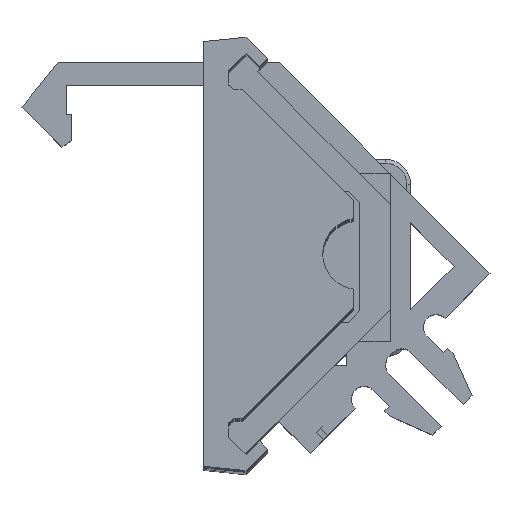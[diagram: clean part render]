
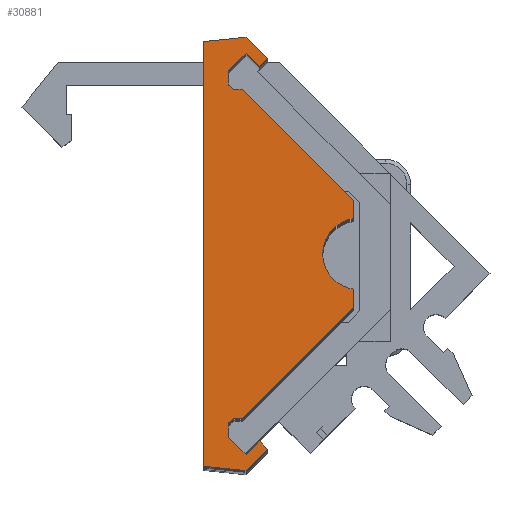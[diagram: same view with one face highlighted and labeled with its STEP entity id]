
A CAD part, top view. The second image highlights one B-rep face of the part: STEP entity #30881.
In plain terms, the highlighted planar face has unit normal (0, 0, 1).
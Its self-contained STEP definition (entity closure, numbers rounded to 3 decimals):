
#1951=CIRCLE('',#33434,2.8);
#3243=FACE_OUTER_BOUND('',#4879,.T.);
#4879=EDGE_LOOP('',(#26353,#26354,#26355,#26356,#26357,#26358,#26359,#26360,
#26361,#26362,#26363,#26364,#26365,#26366,#26367,#26368,#26369,#26370,#26371,
#26372,#26373,#26374));
#7714=LINE('',#50375,#10949);
#7798=LINE('',#50548,#11033);
#7802=LINE('',#50556,#11037);
#7808=LINE('',#50570,#11043);
#7811=LINE('',#50576,#11046);
#7832=LINE('',#50640,#11067);
#7835=LINE('',#50648,#11070);
#7837=LINE('',#50652,#11072);
#7838=LINE('',#50654,#11073);
#7839=LINE('',#50656,#11074);
#7840=LINE('',#50658,#11075);
#7841=LINE('',#50660,#11076);
#7842=LINE('',#50661,#11077);
#7843=LINE('',#50663,#11078);
#7844=LINE('',#50665,#11079);
#7845=LINE('',#50667,#11080);
#7846=LINE('',#50669,#11081);
#7847=LINE('',#50671,#11082);
#7848=LINE('',#50672,#11083);
#7849=LINE('',#50674,#11084);
#7850=LINE('',#50675,#11085);
#10949=VECTOR('',#40855,10.);
#11033=VECTOR('',#40949,10.);
#11037=VECTOR('',#40955,10.);
#11043=VECTOR('',#40967,10.);
#11046=VECTOR('',#40972,10.);
#11067=VECTOR('',#41031,10.);
#11070=VECTOR('',#41040,10.);
#11072=VECTOR('',#41044,10.);
#11073=VECTOR('',#41045,10.);
#11074=VECTOR('',#41046,10.);
#11075=VECTOR('',#41047,10.);
#11076=VECTOR('',#41048,10.);
#11077=VECTOR('',#41049,10.);
#11078=VECTOR('',#41050,10.);
#11079=VECTOR('',#41051,10.);
#11080=VECTOR('',#41052,10.);
#11081=VECTOR('',#41053,10.);
#11082=VECTOR('',#41054,10.);
#11083=VECTOR('',#41055,10.);
#11084=VECTOR('',#41056,10.);
#11085=VECTOR('',#41057,10.);
#13973=VERTEX_POINT('',#50373);
#13974=VERTEX_POINT('',#50374);
#14057=VERTEX_POINT('',#50546);
#14058=VERTEX_POINT('',#50547);
#14061=VERTEX_POINT('',#50555);
#14066=VERTEX_POINT('',#50569);
#14068=VERTEX_POINT('',#50575);
#14091=VERTEX_POINT('',#50637);
#14092=VERTEX_POINT('',#50639);
#14093=VERTEX_POINT('',#50643);
#14094=VERTEX_POINT('',#50647);
#14095=VERTEX_POINT('',#50651);
#14096=VERTEX_POINT('',#50653);
#14097=VERTEX_POINT('',#50655);
#14098=VERTEX_POINT('',#50657);
#14099=VERTEX_POINT('',#50659);
#14100=VERTEX_POINT('',#50662);
#14101=VERTEX_POINT('',#50664);
#14102=VERTEX_POINT('',#50666);
#14103=VERTEX_POINT('',#50668);
#14104=VERTEX_POINT('',#50670);
#14105=VERTEX_POINT('',#50673);
#18168=EDGE_CURVE('',#13973,#13974,#7714,.T.);
#18254=EDGE_CURVE('',#14057,#14058,#7798,.T.);
#18258=EDGE_CURVE('',#14058,#14061,#7802,.T.);
#18265=EDGE_CURVE('',#14061,#14066,#7808,.T.);
#18268=EDGE_CURVE('',#14066,#14068,#7811,.T.);
#18300=EDGE_CURVE('',#14092,#14091,#7832,.T.);
#18302=EDGE_CURVE('',#14093,#14092,#1951,.T.);
#18304=EDGE_CURVE('',#14094,#14093,#7835,.T.);
#18306=EDGE_CURVE('',#14095,#14094,#7837,.T.);
#18307=EDGE_CURVE('',#14091,#14096,#7838,.T.);
#18308=EDGE_CURVE('',#14096,#14097,#7839,.T.);
#18309=EDGE_CURVE('',#14097,#14098,#7840,.T.);
#18310=EDGE_CURVE('',#14098,#14099,#7841,.T.);
#18311=EDGE_CURVE('',#14099,#14057,#7842,.T.);
#18312=EDGE_CURVE('',#14068,#14100,#7843,.T.);
#18313=EDGE_CURVE('',#14100,#14101,#7844,.T.);
#18314=EDGE_CURVE('',#14101,#14102,#7845,.T.);
#18315=EDGE_CURVE('',#14102,#14103,#7846,.T.);
#18316=EDGE_CURVE('',#14103,#14104,#7847,.T.);
#18317=EDGE_CURVE('',#14104,#13973,#7848,.T.);
#18318=EDGE_CURVE('',#13974,#14105,#7849,.T.);
#18319=EDGE_CURVE('',#14105,#14095,#7850,.T.);
#26353=ORIENTED_EDGE('',*,*,#18306,.T.);
#26354=ORIENTED_EDGE('',*,*,#18304,.T.);
#26355=ORIENTED_EDGE('',*,*,#18302,.T.);
#26356=ORIENTED_EDGE('',*,*,#18300,.T.);
#26357=ORIENTED_EDGE('',*,*,#18307,.T.);
#26358=ORIENTED_EDGE('',*,*,#18308,.T.);
#26359=ORIENTED_EDGE('',*,*,#18309,.T.);
#26360=ORIENTED_EDGE('',*,*,#18310,.T.);
#26361=ORIENTED_EDGE('',*,*,#18311,.T.);
#26362=ORIENTED_EDGE('',*,*,#18254,.T.);
#26363=ORIENTED_EDGE('',*,*,#18258,.T.);
#26364=ORIENTED_EDGE('',*,*,#18265,.T.);
#26365=ORIENTED_EDGE('',*,*,#18268,.T.);
#26366=ORIENTED_EDGE('',*,*,#18312,.T.);
#26367=ORIENTED_EDGE('',*,*,#18313,.T.);
#26368=ORIENTED_EDGE('',*,*,#18314,.T.);
#26369=ORIENTED_EDGE('',*,*,#18315,.T.);
#26370=ORIENTED_EDGE('',*,*,#18316,.T.);
#26371=ORIENTED_EDGE('',*,*,#18317,.T.);
#26372=ORIENTED_EDGE('',*,*,#18168,.T.);
#26373=ORIENTED_EDGE('',*,*,#18318,.T.);
#26374=ORIENTED_EDGE('',*,*,#18319,.T.);
#29463=PLANE('',#33436);
#30881=ADVANCED_FACE('',(#3243),#29463,.T.);
#33434=AXIS2_PLACEMENT_3D('',#50644,#41035,#41036);
#33436=AXIS2_PLACEMENT_3D('',#50650,#41042,#41043);
#40855=DIRECTION('',(0.,1.,0.));
#40949=DIRECTION('',(0.707,-0.707,0.));
#40955=DIRECTION('',(0.707,0.707,0.));
#40967=DIRECTION('',(-0.707,0.707,0.));
#40972=DIRECTION('',(-0.995,-0.102,0.));
#41031=DIRECTION('',(0.,1.,0.));
#41035=DIRECTION('center_axis',(0.,0.,-1.));
#41036=DIRECTION('ref_axis',(0.,1.,0.));
#41040=DIRECTION('',(0.,1.,0.));
#41042=DIRECTION('center_axis',(0.,0.,1.));
#41043=DIRECTION('ref_axis',(1.,0.,0.));
#41044=DIRECTION('',(0.707,0.707,0.));
#41045=DIRECTION('',(-0.707,0.707,0.));
#41046=DIRECTION('',(-1.,0.,0.));
#41047=DIRECTION('',(-0.707,0.707,0.));
#41048=DIRECTION('',(0.,1.,0.));
#41049=DIRECTION('',(0.707,0.707,0.));
#41050=DIRECTION('',(0.,-1.,0.));
#41051=DIRECTION('',(0.995,-0.102,0.));
#41052=DIRECTION('',(0.707,0.707,0.));
#41053=DIRECTION('',(-0.707,0.707,0.));
#41054=DIRECTION('',(-0.707,-0.707,0.));
#41055=DIRECTION('',(-0.707,0.707,0.));
#41056=DIRECTION('',(0.707,0.707,0.));
#41057=DIRECTION('',(1.,0.,0.));
#50373=CARTESIAN_POINT('',(-12.702,-14.432,186.9));
#50374=CARTESIAN_POINT('',(-12.702,-13.287,186.9));
#50375=CARTESIAN_POINT('',(-12.702,-7.216,186.9));
#50546=CARTESIAN_POINT('',(-11.359,15.776,186.9));
#50547=CARTESIAN_POINT('',(-10.298,14.715,186.9));
#50548=CARTESIAN_POINT('',(-6.776,11.193,186.9));
#50555=CARTESIAN_POINT('',(-9.662,15.352,186.9));
#50556=CARTESIAN_POINT('',(-13.603,11.41,186.9));
#50569=CARTESIAN_POINT('',(-11.359,17.049,186.9));
#50570=CARTESIAN_POINT('',(-5.609,11.299,186.9));
#50575=CARTESIAN_POINT('',(-14.702,16.705,186.9));
#50576=CARTESIAN_POINT('',(-10.961,17.09,186.9));
#50637=CARTESIAN_POINT('',(-2.902,4.194,186.9));
#50639=CARTESIAN_POINT('',(-2.902,2.774,186.9));
#50640=CARTESIAN_POINT('',(-2.902,-4.194,186.9));
#50643=CARTESIAN_POINT('',(-2.902,-2.774,186.9));
#50644=CARTESIAN_POINT('Origin',(-2.52,0.,
186.9));
#50647=CARTESIAN_POINT('',(-2.902,-4.194,186.9));
#50648=CARTESIAN_POINT('',(-2.902,-4.194,186.9));
#50650=CARTESIAN_POINT('Origin',(-8.802,0.,
186.9));
#50651=CARTESIAN_POINT('',(-11.651,-12.942,186.9));
#50652=CARTESIAN_POINT('',(-7.703,-8.995,186.9));
#50653=CARTESIAN_POINT('',(-11.651,12.942,186.9));
#50654=CARTESIAN_POINT('',(-3.329,4.62,186.9));
#50655=CARTESIAN_POINT('',(-12.358,12.942,186.9));
#50656=CARTESIAN_POINT('',(-10.227,12.942,186.9));
#50657=CARTESIAN_POINT('',(-12.702,13.287,186.9));
#50658=CARTESIAN_POINT('',(-8.233,8.818,186.9));
#50659=CARTESIAN_POINT('',(-12.702,14.432,186.9));
#50660=CARTESIAN_POINT('',(-12.702,5.853,186.9));
#50661=CARTESIAN_POINT('',(-15.335,11.799,186.9));
#50662=CARTESIAN_POINT('',(-14.702,-16.705,186.9));
#50663=CARTESIAN_POINT('',(-14.702,8.353,186.9));
#50664=CARTESIAN_POINT('',(-11.359,-17.049,186.9));
#50665=CARTESIAN_POINT('',(-12.632,-16.918,186.9));
#50666=CARTESIAN_POINT('',(-9.662,-15.352,186.9));
#50667=CARTESIAN_POINT('',(-6.458,-12.147,186.9));
#50668=CARTESIAN_POINT('',(-10.298,-14.715,186.9));
#50669=CARTESIAN_POINT('',(-13.285,-11.729,186.9));
#50670=CARTESIAN_POINT('',(-11.359,-15.776,186.9));
#50671=CARTESIAN_POINT('',(-6.245,-10.662,186.9));
#50672=CARTESIAN_POINT('',(-14.664,-12.471,186.9));
#50673=CARTESIAN_POINT('',(-12.358,-12.942,186.9));
#50674=CARTESIAN_POINT('',(-8.406,-8.99,186.9));
#50675=CARTESIAN_POINT('',(-10.58,-12.942,186.9));
